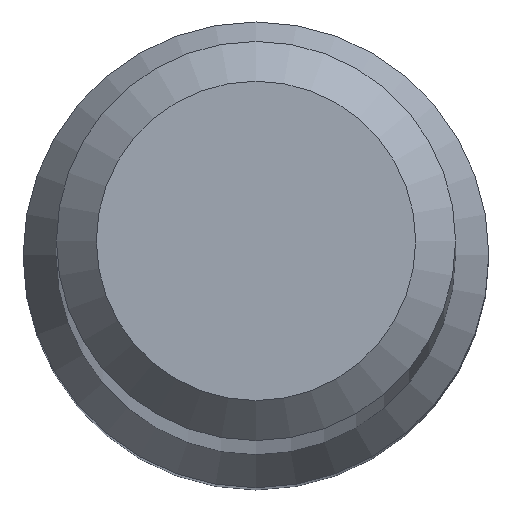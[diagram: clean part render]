
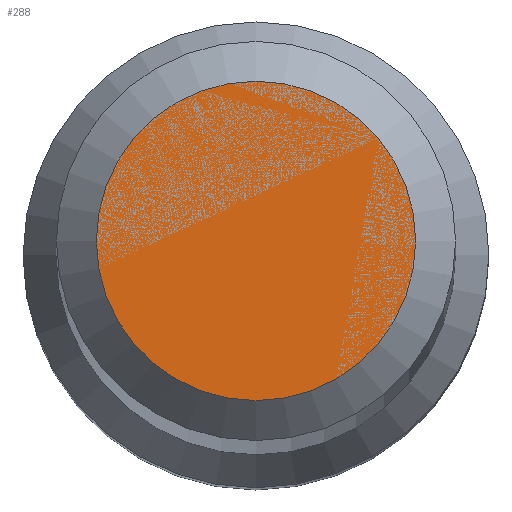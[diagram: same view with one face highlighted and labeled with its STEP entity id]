
A CAD part, top view. The second image highlights one B-rep face of the part: STEP entity #288.
In plain terms, the highlighted planar face has unit normal (0, 0, 1).
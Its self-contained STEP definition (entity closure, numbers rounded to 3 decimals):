
#16 = EDGE_LOOP ( 'NONE', ( #292 ) ) ;
#64 = DIRECTION ( 'NONE',  ( 0., 0., -1. ) ) ;
#69 = CARTESIAN_POINT ( 'NONE',  ( 0., 0., 70. ) ) ;
#73 = CARTESIAN_POINT ( 'NONE',  ( 0., 0., 70. ) ) ;
#92 = DIRECTION ( 'NONE',  ( 0., 1., 0. ) ) ;
#115 = EDGE_CURVE ( 'NONE', #173, #173, #197, .T. ) ;
#124 = AXIS2_PLACEMENT_3D ( 'NONE', #73, #64, #92 ) ;
#146 = CARTESIAN_POINT ( 'NONE',  ( 0., 1.2, 70. ) ) ;
#163 = FACE_OUTER_BOUND ( 'NONE', #16, .T. ) ;
#165 = DIRECTION ( 'NONE',  ( 0., 1., 0. ) ) ;
#173 = VERTEX_POINT ( 'NONE', #146 ) ;
#197 = CIRCLE ( 'NONE', #124, 1.2 ) ;
#212 = AXIS2_PLACEMENT_3D ( 'NONE', #69, #282, #165 ) ;
#261 = PLANE ( 'NONE',  #212 ) ;
#282 = DIRECTION ( 'NONE',  ( 0., 0., -1. ) ) ;
#288 = ADVANCED_FACE ( 'NONE', ( #163 ), #261, .F. ) ;
#292 = ORIENTED_EDGE ( 'NONE', *, *, #115, .F. ) ;
